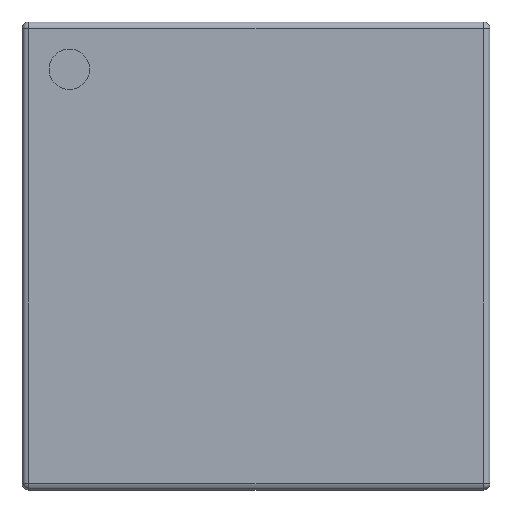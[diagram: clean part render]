
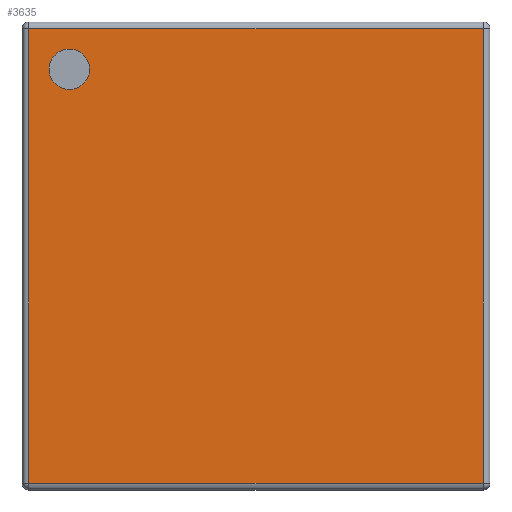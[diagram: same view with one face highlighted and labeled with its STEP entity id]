
A CAD part, top view. The second image highlights one B-rep face of the part: STEP entity #3635.
In plain terms, the highlighted planar face has unit normal (0, 0, 1).
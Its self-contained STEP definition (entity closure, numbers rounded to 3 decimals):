
#44 = CARTESIAN_POINT ( 'NONE',  ( -1.38, 1.38, 0.36 ) ) ;
#63 = CARTESIAN_POINT ( 'NONE',  ( 1.68, 1.68, 0.36 ) ) ;
#233 = DIRECTION ( 'NONE',  ( 1., 0., 0. ) ) ;
#243 = ORIENTED_EDGE ( 'NONE', *, *, #1342, .F. ) ;
#250 = DIRECTION ( 'NONE',  ( 0., 0., 1. ) ) ;
#550 = CIRCLE ( 'NONE', #1430, 0.15 ) ;
#764 = VERTEX_POINT ( 'NONE', #4915 ) ;
#866 = CARTESIAN_POINT ( 'NONE',  ( -1.68, -1.68, 0.36 ) ) ;
#870 = ORIENTED_EDGE ( 'NONE', *, *, #2111, .T. ) ;
#1027 = PLANE ( 'NONE',  #2969 ) ;
#1118 = EDGE_CURVE ( 'NONE', #4019, #764, #3402, .T. ) ;
#1191 = DIRECTION ( 'NONE',  ( 1., 0., 0. ) ) ;
#1215 = DIRECTION ( 'NONE',  ( 0., 1., 0. ) ) ;
#1218 = VECTOR ( 'NONE', #5327, 1000. ) ;
#1342 = EDGE_CURVE ( 'NONE', #764, #4019, #550, .T. ) ;
#1402 = AXIS2_PLACEMENT_3D ( 'NONE', #44, #3008, #4646 ) ;
#1414 = VECTOR ( 'NONE', #1215, 1000. ) ;
#1427 = FACE_OUTER_BOUND ( 'NONE', #4480, .T. ) ;
#1430 = AXIS2_PLACEMENT_3D ( 'NONE', #3801, #250, #1191 ) ;
#1519 = CARTESIAN_POINT ( 'NONE',  ( -1.23, 1.38, 0.36 ) ) ;
#1685 = ORIENTED_EDGE ( 'NONE', *, *, #1118, .F. ) ;
#1839 = FACE_BOUND ( 'NONE', #4951, .T. ) ;
#1976 = CARTESIAN_POINT ( 'NONE',  ( 0., 1.68, 0.36 ) ) ;
#2048 = VERTEX_POINT ( 'NONE', #4291 ) ;
#2111 = EDGE_CURVE ( 'NONE', #4285, #2048, #3598, .T. ) ;
#2157 = ORIENTED_EDGE ( 'NONE', *, *, #2895, .T. ) ;
#2166 = DIRECTION ( 'NONE',  ( 0., 0., -1. ) ) ;
#2180 = VERTEX_POINT ( 'NONE', #2793 ) ;
#2183 = EDGE_CURVE ( 'NONE', #2048, #4524, #2838, .T. ) ;
#2191 = CARTESIAN_POINT ( 'NONE',  ( 0., 0., 0.36 ) ) ;
#2793 = CARTESIAN_POINT ( 'NONE',  ( 1.68, -1.68, 0.36 ) ) ;
#2807 = CARTESIAN_POINT ( 'NONE',  ( 1.68, 0., 0.36 ) ) ;
#2838 = LINE ( 'NONE', #5305, #1218 ) ;
#2895 = EDGE_CURVE ( 'NONE', #4524, #2180, #5374, .T. ) ;
#2969 = AXIS2_PLACEMENT_3D ( 'NONE', #2191, #2166, #4654 ) ;
#3008 = DIRECTION ( 'NONE',  ( 0., 0., 1. ) ) ;
#3111 = CARTESIAN_POINT ( 'NONE',  ( 0., -1.68, 0.36 ) ) ;
#3402 = CIRCLE ( 'NONE', #1402, 0.15 ) ;
#3453 = EDGE_CURVE ( 'NONE', #2180, #4285, #4433, .T. ) ;
#3598 = LINE ( 'NONE', #1976, #5107 ) ;
#3635 = ADVANCED_FACE ( 'NONE', ( #1839, #1427 ), #1027, .F. ) ;
#3801 = CARTESIAN_POINT ( 'NONE',  ( -1.38, 1.38, 0.36 ) ) ;
#4019 = VERTEX_POINT ( 'NONE', #1519 ) ;
#4023 = VECTOR ( 'NONE', #233, 1000. ) ;
#4097 = ORIENTED_EDGE ( 'NONE', *, *, #2183, .T. ) ;
#4285 = VERTEX_POINT ( 'NONE', #63 ) ;
#4291 = CARTESIAN_POINT ( 'NONE',  ( -1.68, 1.68, 0.36 ) ) ;
#4433 = LINE ( 'NONE', #2807, #1414 ) ;
#4480 = EDGE_LOOP ( 'NONE', ( #4097, #2157, #5074, #870 ) ) ;
#4524 = VERTEX_POINT ( 'NONE', #866 ) ;
#4646 = DIRECTION ( 'NONE',  ( 1., 0., 0. ) ) ;
#4654 = DIRECTION ( 'NONE',  ( -1., 0., 0. ) ) ;
#4915 = CARTESIAN_POINT ( 'NONE',  ( -1.53, 1.38, 0.36 ) ) ;
#4951 = EDGE_LOOP ( 'NONE', ( #1685, #243 ) ) ;
#5074 = ORIENTED_EDGE ( 'NONE', *, *, #3453, .T. ) ;
#5107 = VECTOR ( 'NONE', #5269, 1000. ) ;
#5269 = DIRECTION ( 'NONE',  ( -1., 0., 0. ) ) ;
#5305 = CARTESIAN_POINT ( 'NONE',  ( -1.68, 0., 0.36 ) ) ;
#5327 = DIRECTION ( 'NONE',  ( 0., -1., 0. ) ) ;
#5374 = LINE ( 'NONE', #3111, #4023 ) ;
